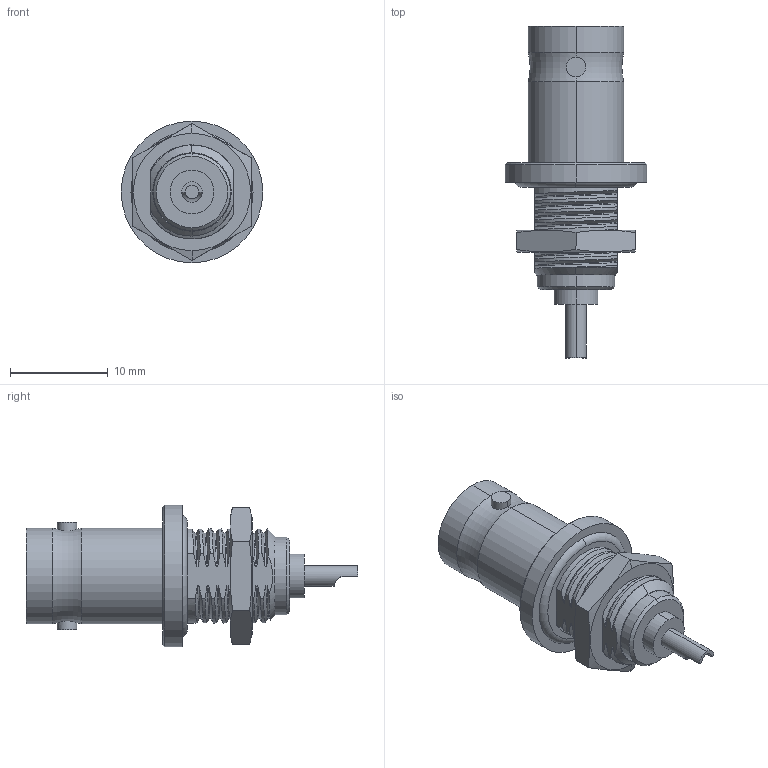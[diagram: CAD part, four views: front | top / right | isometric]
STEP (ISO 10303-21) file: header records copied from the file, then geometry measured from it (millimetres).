
FILE_DESCRIPTION((''),'2;1');
FILE_NAME('1','2021-09-06T',('Administrator'),(''),'PRO/ENGINEER BY PARAMETRIC TECHNOLOGY CORPORATION, 2012090','PRO/ENGINEER BY PARAMETRIC TECHNOLOGY CORPORATION, 2012090','');
FILE_SCHEMA(('CONFIG_CONTROL_DESIGN'));
Length unit declared in the file: millimetre
Products named in the file (1): 1
Bounding box: 14.5 x 34 x 14.5 mm (x, y, z)
Volume: 1801.8 mm3; surface area: 1692.2 mm2
Topology: 1 solids, 1 shells, 147 faces, 386 edges, 249 vertices
Faces by surface type: plane 44, bspline 41, cylinder 38, cone 20, torus 4
Entity records: 10481 total; most frequent: CARTESIAN_POINT 7144, ORIENTED_EDGE 768, DIRECTION 549, EDGE_CURVE 384, VERTEX_POINT 249, AXIS2_PLACEMENT_3D 200, EDGE_LOOP 157, VECTOR 149
